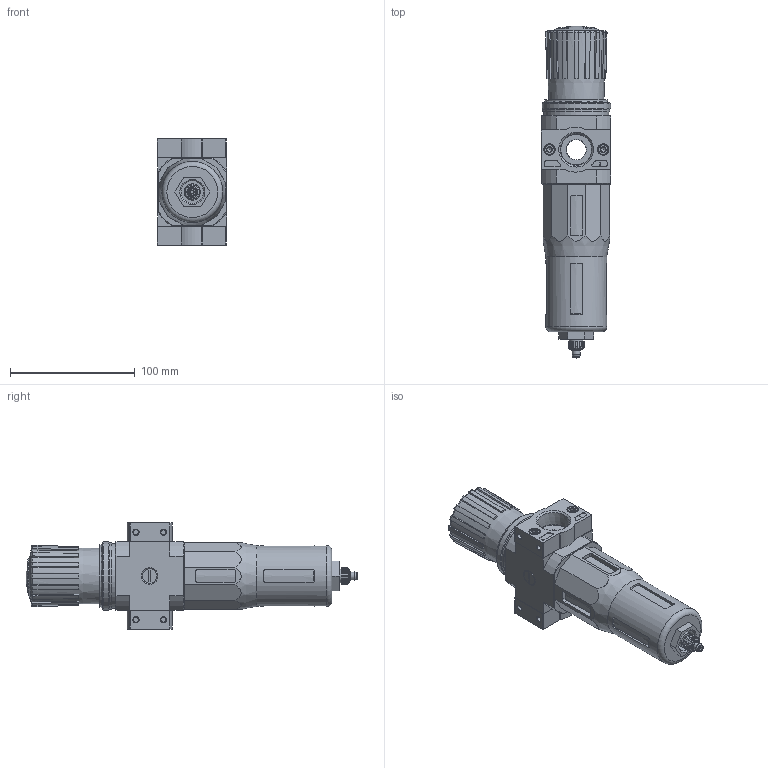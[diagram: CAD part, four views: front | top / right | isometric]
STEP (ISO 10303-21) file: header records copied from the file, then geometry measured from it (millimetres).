
FILE_DESCRIPTION(/* description */ ('STEP AP214'),/* implementation_level */ '2;1');
FILE_NAME(/* name */ '173798_LFR-3_4-D-O-MIDI-NPT',/* time_stamp */ '2024-09-04T15:51:00+02:00',/* author */ ('License CC BY-ND 4.0'),/* organization */ ('CADENAS'),/* preprocessor_version */ 'ST-DEVELOPER v19.3',/* originating_system */ 'PARTsolutions',/* authorisation */ ' ');
FILE_SCHEMA (('AUTOMOTIVE_DESIGN {1 0 10303 214 3 1 1}'));
Length unit declared in the file: millimetre
Products named in the file (8): 173798 LFR-3/4-D-O-MIDI-NPT---(0); 120518 LFR-D-MIDI--(0); 679806 PBL-3/4-D-MIDI-R-NPT--P1; DIN-912 - M5x18(F); 679805 PBL-3/4-D-MIDI-L-NPT--P1; 398012 LRVS-D-MINI; 373846 LR-MIDI; 648415 LF
Assembly tree (11 placements, depth 2):
  173798 LFR-3/4-D-O-MIDI-NPT---(0)
    120518 LFR-D-MIDI--(0)
    679806 PBL-3/4-D-MIDI-R-NPT--P1
    DIN-912 - M5x18(F)  x4
    679805 PBL-3/4-D-MIDI-L-NPT--P1
    398012 LRVS-D-MINI
    373846 LR-MIDI  x2
    648415 LF
Bounding box: 55.5 x 265.7 x 85 mm (x, y, z)
Volume: 545110 mm3; surface area: 77346.2 mm2
Topology: 11 solids, 12 shells, 652 faces, 1598 edges, 1019 vertices
Faces by surface type: plane 342, cylinder 147, cone 115, torus 43, sphere 5
Full cylindrical faces by diameter (mm): 3 x1, 4.134 x8, 5 x4, 5.6 x1, 6.3 x2, 6.4 x1, 6.8 x1, 7.1 x1, 8.5 x4, 9 x1, 9.6 x2, 11.2 x3, 11.445 x2, 12.6 x1, 13.157 x2, 16 x1, 18 x1, 26.4 x1, 29.7 x1, 30.8 x1, 39 x1, 48.7 x1, 50.16 x1, 50.376 x1, 52 x1, 53.5 x1, 54.8 x1
Entity records: 19103 total; most frequent: CARTESIAN_POINT 3780, DIRECTION 2682, ORIENTED_EDGE 2616, EDGE_CURVE 1308, AXIS2_PLACEMENT_3D 1069, VERTEX_POINT 903, FACE_BOUND 709, EDGE_LOOP 708
